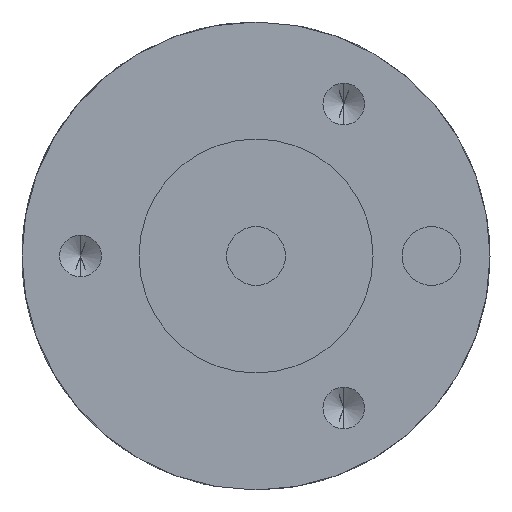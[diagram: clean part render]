
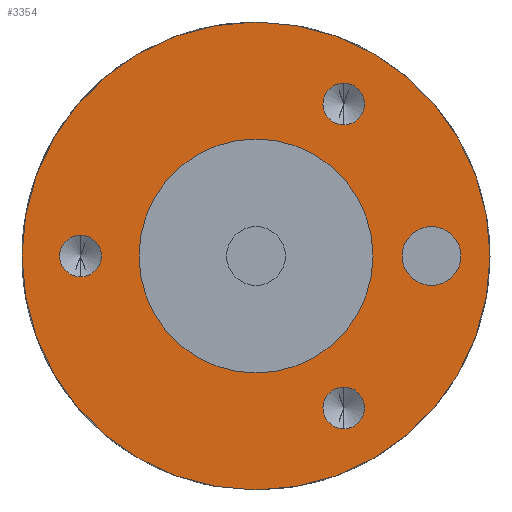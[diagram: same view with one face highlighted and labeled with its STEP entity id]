
A CAD part, front view. The second image highlights one B-rep face of the part: STEP entity #3354.
In plain terms, the highlighted planar face has unit normal (0, -1, 0).
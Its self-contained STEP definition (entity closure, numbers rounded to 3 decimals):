
#238 = DIRECTION ( 'NONE',  ( 0., 0., 1. ) ) ;
#239 = CARTESIAN_POINT ( 'NONE',  ( 4.763, 0., 8.249 ) ) ;
#316 = DIRECTION ( 'NONE',  ( 0., 0., -1. ) ) ;
#317 = DIRECTION ( 'NONE',  ( 0., -1., 0. ) ) ;
#319 = CARTESIAN_POINT ( 'NONE',  ( 4.762, 0., -8.249 ) ) ;
#320 = AXIS2_PLACEMENT_3D ( 'NONE', #319, #317, #316 ) ;
#325 = CIRCLE ( 'NONE', #320, 1.13 ) ;
#465 = AXIS2_PLACEMENT_3D ( 'NONE', #482, #471, #238 ) ;
#471 = DIRECTION ( 'NONE',  ( 0., 1., 0. ) ) ;
#476 = DIRECTION ( 'NONE',  ( 0., -1., 0. ) ) ;
#478 = PLANE ( 'NONE',  #465 ) ;
#482 = CARTESIAN_POINT ( 'NONE',  ( 0., 0., 0. ) ) ;
#487 = DIRECTION ( 'NONE',  ( 0., 0., -1. ) ) ;
#591 = FACE_BOUND ( 'NONE', #3301, .T. ) ;
#617 = CIRCLE ( 'NONE', #754, 1.594 ) ;
#662 = FACE_OUTER_BOUND ( 'NONE', #3355, .T. ) ;
#726 = FACE_BOUND ( 'NONE', #3564, .T. ) ;
#727 = FACE_BOUND ( 'NONE', #3393, .T. ) ;
#750 = FACE_BOUND ( 'NONE', #3567, .T. ) ;
#751 = DIRECTION ( 'NONE',  ( 0., 0., 1. ) ) ;
#752 = DIRECTION ( 'NONE',  ( 0., 1., 0. ) ) ;
#753 = CARTESIAN_POINT ( 'NONE',  ( 9.525, 0., 0. ) ) ;
#754 = AXIS2_PLACEMENT_3D ( 'NONE', #753, #752, #751 ) ;
#762 = FACE_BOUND ( 'NONE', #3358, .T. ) ;
#918 = CIRCLE ( 'NONE', #1006, 1.13 ) ;
#1006 = AXIS2_PLACEMENT_3D ( 'NONE', #239, #476, #487 ) ;
#1007 = CIRCLE ( 'NONE', #1012, 6.35 ) ;
#1009 = DIRECTION ( 'NONE',  ( 0., 0., 1. ) ) ;
#1010 = DIRECTION ( 'NONE',  ( 0., 1., 0. ) ) ;
#1011 = CARTESIAN_POINT ( 'NONE',  ( 0., 0., 0. ) ) ;
#1012 = AXIS2_PLACEMENT_3D ( 'NONE', #1011, #1010, #1009 ) ;
#1203 = CIRCLE ( 'NONE', #1235, 1.13 ) ;
#1232 = DIRECTION ( 'NONE',  ( 0., 0., -1. ) ) ;
#1233 = DIRECTION ( 'NONE',  ( 0., -1., 0. ) ) ;
#1234 = CARTESIAN_POINT ( 'NONE',  ( -9.525, 0., 0. ) ) ;
#1235 = AXIS2_PLACEMENT_3D ( 'NONE', #1234, #1233, #1232 ) ;
#1589 = AXIS2_PLACEMENT_3D ( 'NONE', #1590, #1636, #1635 ) ;
#1590 = CARTESIAN_POINT ( 'NONE',  ( 4.762, 0., -8.249 ) ) ;
#1600 = CARTESIAN_POINT ( 'NONE',  ( 4.762, 0., -9.379 ) ) ;
#1603 = CIRCLE ( 'NONE', #1589, 1.13 ) ;
#1616 = CARTESIAN_POINT ( 'NONE',  ( -9.525, 0., -1.13 ) ) ;
#1619 = CIRCLE ( 'NONE', #1674, 1.13 ) ;
#1625 = CARTESIAN_POINT ( 'NONE',  ( -9.525, 0., 1.13 ) ) ;
#1626 = CARTESIAN_POINT ( 'NONE',  ( 4.763, 0., 7.119 ) ) ;
#1634 = CARTESIAN_POINT ( 'NONE',  ( 0., 0., 12.7 ) ) ;
#1635 = DIRECTION ( 'NONE',  ( 0., 0., -1. ) ) ;
#1636 = DIRECTION ( 'NONE',  ( 0., -1., 0. ) ) ;
#1646 = DIRECTION ( 'NONE',  ( 0., 0., 1. ) ) ;
#1647 = DIRECTION ( 'NONE',  ( 0., 1., 0. ) ) ;
#1657 = AXIS2_PLACEMENT_3D ( 'NONE', #1670, #1647, #1646 ) ;
#1660 = CIRCLE ( 'NONE', #1657, 12.7 ) ;
#1670 = CARTESIAN_POINT ( 'NONE',  ( 0., 0., 0. ) ) ;
#1671 = DIRECTION ( 'NONE',  ( 0., 0., -1. ) ) ;
#1672 = DIRECTION ( 'NONE',  ( 0., -1., 0. ) ) ;
#1673 = CARTESIAN_POINT ( 'NONE',  ( 4.763, 0., 8.249 ) ) ;
#1674 = AXIS2_PLACEMENT_3D ( 'NONE', #1673, #1672, #1671 ) ;
#1712 = CARTESIAN_POINT ( 'NONE',  ( 0., 0., -12.7 ) ) ;
#1729 = DIRECTION ( 'NONE',  ( 0., 0., 1. ) ) ;
#1730 = DIRECTION ( 'NONE',  ( 0., 1., 0. ) ) ;
#1731 = CARTESIAN_POINT ( 'NONE',  ( 9.525, 0., 0. ) ) ;
#1732 = AXIS2_PLACEMENT_3D ( 'NONE', #1731, #1730, #1729 ) ;
#1733 = CIRCLE ( 'NONE', #1732, 1.594 ) ;
#1735 = CARTESIAN_POINT ( 'NONE',  ( 9.525, 0., -1.594 ) ) ;
#1741 = CARTESIAN_POINT ( 'NONE',  ( 4.763, 0., 9.379 ) ) ;
#1750 = CARTESIAN_POINT ( 'NONE',  ( 9.525, 0., 1.594 ) ) ;
#1760 = DIRECTION ( 'NONE',  ( 0., 0., 1. ) ) ;
#1761 = DIRECTION ( 'NONE',  ( 0., 1., 0. ) ) ;
#1762 = CARTESIAN_POINT ( 'NONE',  ( 0., 0., 0. ) ) ;
#1763 = CIRCLE ( 'NONE', #1769, 6.35 ) ;
#1764 = AXIS2_PLACEMENT_3D ( 'NONE', #1795, #1794, #1793 ) ;
#1766 = CARTESIAN_POINT ( 'NONE',  ( 0., 0., 6.35 ) ) ;
#1767 = CARTESIAN_POINT ( 'NONE',  ( 0., 0., -6.35 ) ) ;
#1769 = AXIS2_PLACEMENT_3D ( 'NONE', #1762, #1761, #1760 ) ;
#1790 = CARTESIAN_POINT ( 'NONE',  ( 4.762, 0., -7.119 ) ) ;
#1793 = DIRECTION ( 'NONE',  ( 0., 0., -1. ) ) ;
#1794 = DIRECTION ( 'NONE',  ( 0., -1., 0. ) ) ;
#1795 = CARTESIAN_POINT ( 'NONE',  ( -9.525, 0., 0. ) ) ;
#1804 = CIRCLE ( 'NONE', #1764, 1.13 ) ;
#1910 = DIRECTION ( 'NONE',  ( 0., 0., 1. ) ) ;
#1911 = DIRECTION ( 'NONE',  ( 0., 1., 0. ) ) ;
#1912 = CARTESIAN_POINT ( 'NONE',  ( 0., 0., 0. ) ) ;
#1915 = CIRCLE ( 'NONE', #1919, 12.7 ) ;
#1919 = AXIS2_PLACEMENT_3D ( 'NONE', #1912, #1911, #1910 ) ;
#3224 = ORIENTED_EDGE ( 'NONE', *, *, #3226, .F. ) ;
#3226 = EDGE_CURVE ( 'NONE', #3839, #3917, #325, .T. ) ;
#3290 = ORIENTED_EDGE ( 'NONE', *, *, #3353, .T. ) ;
#3301 = EDGE_LOOP ( 'NONE', ( #3356, #3290 ) ) ;
#3351 = ORIENTED_EDGE ( 'NONE', *, *, #3862, .F. ) ;
#3353 = EDGE_CURVE ( 'NONE', #3874, #3882, #617, .T. ) ;
#3354 = ADVANCED_FACE ( 'NONE', ( #591, #662, #762, #727, #750, #726 ), #478, .F. ) ;
#3355 = EDGE_LOOP ( 'NONE', ( #3357, #3351 ) ) ;
#3356 = ORIENTED_EDGE ( 'NONE', *, *, #3881, .T. ) ;
#3357 = ORIENTED_EDGE ( 'NONE', *, *, #3956, .F. ) ;
#3358 = EDGE_LOOP ( 'NONE', ( #3224, #3492 ) ) ;
#3393 = EDGE_LOOP ( 'NONE', ( #3560, #3565 ) ) ;
#3492 = ORIENTED_EDGE ( 'NONE', *, *, #3842, .F. ) ;
#3560 = ORIENTED_EDGE ( 'NONE', *, *, #3562, .F. ) ;
#3561 = ORIENTED_EDGE ( 'NONE', *, *, #3900, .T. ) ;
#3562 = EDGE_CURVE ( 'NONE', #3834, #3850, #1203, .T. ) ;
#3564 = EDGE_LOOP ( 'NONE', ( #3561, #3570 ) ) ;
#3565 = ORIENTED_EDGE ( 'NONE', *, *, #3911, .F. ) ;
#3566 = EDGE_CURVE ( 'NONE', #3849, #3883, #918, .T. ) ;
#3567 = EDGE_LOOP ( 'NONE', ( #3569, #3568 ) ) ;
#3568 = ORIENTED_EDGE ( 'NONE', *, *, #3852, .F. ) ;
#3569 = ORIENTED_EDGE ( 'NONE', *, *, #3566, .F. ) ;
#3570 = ORIENTED_EDGE ( 'NONE', *, *, #3571, .T. ) ;
#3571 = EDGE_CURVE ( 'NONE', #3895, #3902, #1007, .T. ) ;
#3834 = VERTEX_POINT ( 'NONE', #1616 ) ;
#3839 = VERTEX_POINT ( 'NONE', #1600 ) ;
#3842 = EDGE_CURVE ( 'NONE', #3917, #3839, #1603, .T. ) ;
#3844 = VERTEX_POINT ( 'NONE', #1634 ) ;
#3849 = VERTEX_POINT ( 'NONE', #1626 ) ;
#3850 = VERTEX_POINT ( 'NONE', #1625 ) ;
#3852 = EDGE_CURVE ( 'NONE', #3883, #3849, #1619, .T. ) ;
#3862 = EDGE_CURVE ( 'NONE', #3844, #3868, #1660, .T. ) ;
#3868 = VERTEX_POINT ( 'NONE', #1712 ) ;
#3874 = VERTEX_POINT ( 'NONE', #1750 ) ;
#3881 = EDGE_CURVE ( 'NONE', #3882, #3874, #1733, .T. ) ;
#3882 = VERTEX_POINT ( 'NONE', #1735 ) ;
#3883 = VERTEX_POINT ( 'NONE', #1741 ) ;
#3895 = VERTEX_POINT ( 'NONE', #1766 ) ;
#3900 = EDGE_CURVE ( 'NONE', #3902, #3895, #1763, .T. ) ;
#3902 = VERTEX_POINT ( 'NONE', #1767 ) ;
#3911 = EDGE_CURVE ( 'NONE', #3850, #3834, #1804, .T. ) ;
#3917 = VERTEX_POINT ( 'NONE', #1790 ) ;
#3956 = EDGE_CURVE ( 'NONE', #3868, #3844, #1915, .T. ) ;
